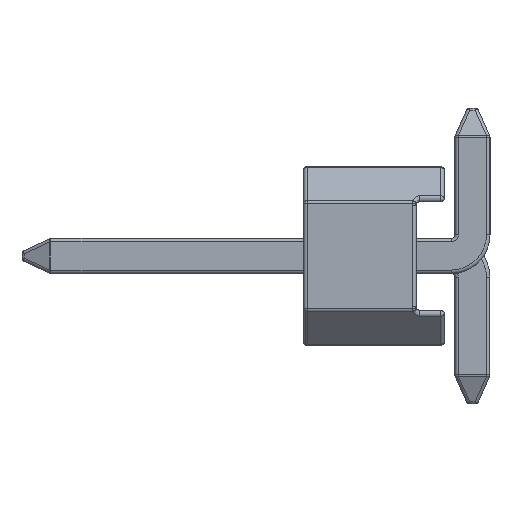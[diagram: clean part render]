
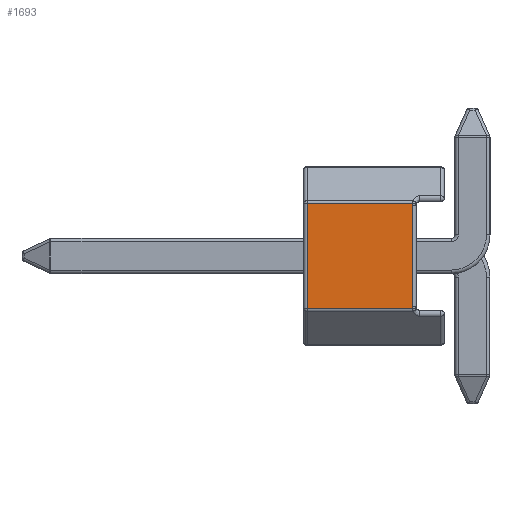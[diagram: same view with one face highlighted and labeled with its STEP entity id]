
A CAD part, left-side view. The second image highlights one B-rep face of the part: STEP entity #1693.
In plain terms, the highlighted planar face has unit normal (-1, 0, 0).
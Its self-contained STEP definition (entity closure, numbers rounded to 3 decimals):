
#85 = VERTEX_POINT ( 'NONE', #150 ) ;
#124 = LINE ( 'NONE', #675, #222 ) ;
#150 = CARTESIAN_POINT ( 'NONE',  ( -1.27, 0.986, 0.645 ) ) ;
#222 = VECTOR ( 'NONE', #3153, 1000. ) ;
#295 = EDGE_CURVE ( 'NONE', #85, #1667, #3910, .T. ) ;
#343 = DIRECTION ( 'NONE',  ( 0., 1., 0. ) ) ;
#377 = EDGE_CURVE ( 'NONE', #1667, #2785, #124, .T. ) ;
#416 = CARTESIAN_POINT ( 'NONE',  ( -1.27, 2.49, -0.854 ) ) ;
#436 = LINE ( 'NONE', #3045, #2851 ) ;
#462 = EDGE_CURVE ( 'NONE', #1687, #85, #1406, .T. ) ;
#604 = AXIS2_PLACEMENT_3D ( 'NONE', #3475, #4117, #2195 ) ;
#611 = EDGE_LOOP ( 'NONE', ( #2698, #3490, #2657, #698, #2949, #2331 ) ) ;
#647 = VERTEX_POINT ( 'NONE', #1927 ) ;
#654 = AXIS2_PLACEMENT_3D ( 'NONE', #1937, #2506, #1878 ) ;
#675 = CARTESIAN_POINT ( 'NONE',  ( -1.27, 2.49, -1.375 ) ) ;
#698 = ORIENTED_EDGE ( 'NONE', *, *, #3586, .T. ) ;
#885 = LINE ( 'NONE', #2795, #976 ) ;
#918 = CARTESIAN_POINT ( 'NONE',  ( -1.27, 0.986, -0.854 ) ) ;
#930 = PLANE ( 'NONE',  #604 ) ;
#976 = VECTOR ( 'NONE', #3111, 1000. ) ;
#1151 = DIRECTION ( 'NONE',  ( 0., 0., 1. ) ) ;
#1261 = CIRCLE ( 'NONE', #2644, 0.1 ) ;
#1406 = CIRCLE ( 'NONE', #654, 0.1 ) ;
#1667 = VERTEX_POINT ( 'NONE', #3118 ) ;
#1687 = VERTEX_POINT ( 'NONE', #2496 ) ;
#1693 = ADVANCED_FACE ( 'NONE', ( #2189 ), #930, .T. ) ;
#1724 = DIRECTION ( 'NONE',  ( 1., 0., 0. ) ) ;
#1878 = DIRECTION ( 'NONE',  ( 0., 0., 1. ) ) ;
#1927 = CARTESIAN_POINT ( 'NONE',  ( -1.27, 0.99, -0.825 ) ) ;
#1937 = CARTESIAN_POINT ( 'NONE',  ( -1.27, 0.89, 0.615 ) ) ;
#2189 = FACE_OUTER_BOUND ( 'NONE', #611, .T. ) ;
#2195 = DIRECTION ( 'NONE',  ( 0., 0., 1. ) ) ;
#2331 = ORIENTED_EDGE ( 'NONE', *, *, #462, .T. ) ;
#2421 = EDGE_CURVE ( 'NONE', #647, #1687, #436, .T. ) ;
#2496 = CARTESIAN_POINT ( 'NONE',  ( -1.27, 0.99, 0.615 ) ) ;
#2506 = DIRECTION ( 'NONE',  ( 1., 0., 0. ) ) ;
#2539 = EDGE_CURVE ( 'NONE', #2785, #3124, #885, .T. ) ;
#2644 = AXIS2_PLACEMENT_3D ( 'NONE', #3644, #1724, #3970 ) ;
#2657 = ORIENTED_EDGE ( 'NONE', *, *, #2539, .T. ) ;
#2698 = ORIENTED_EDGE ( 'NONE', *, *, #295, .T. ) ;
#2785 = VERTEX_POINT ( 'NONE', #416 ) ;
#2795 = CARTESIAN_POINT ( 'NONE',  ( -1.27, 0.54, -0.854 ) ) ;
#2851 = VECTOR ( 'NONE', #1151, 1000. ) ;
#2949 = ORIENTED_EDGE ( 'NONE', *, *, #2421, .T. ) ;
#3038 = VECTOR ( 'NONE', #343, 1000. ) ;
#3045 = CARTESIAN_POINT ( 'NONE',  ( -1.27, 0.99, 0.665 ) ) ;
#3111 = DIRECTION ( 'NONE',  ( 0., -1., 0. ) ) ;
#3118 = CARTESIAN_POINT ( 'NONE',  ( -1.27, 2.49, 0.645 ) ) ;
#3124 = VERTEX_POINT ( 'NONE', #918 ) ;
#3153 = DIRECTION ( 'NONE',  ( 0., 0., -1. ) ) ;
#3475 = CARTESIAN_POINT ( 'NONE',  ( -1.27, 0.54, -1.375 ) ) ;
#3490 = ORIENTED_EDGE ( 'NONE', *, *, #377, .T. ) ;
#3568 = CARTESIAN_POINT ( 'NONE',  ( -1.27, 0.54, 0.645 ) ) ;
#3586 = EDGE_CURVE ( 'NONE', #3124, #647, #1261, .T. ) ;
#3644 = CARTESIAN_POINT ( 'NONE',  ( -1.27, 0.89, -0.825 ) ) ;
#3910 = LINE ( 'NONE', #3568, #3038 ) ;
#3970 = DIRECTION ( 'NONE',  ( 0., 0., 1. ) ) ;
#4117 = DIRECTION ( 'NONE',  ( -1., 0., 0. ) ) ;
